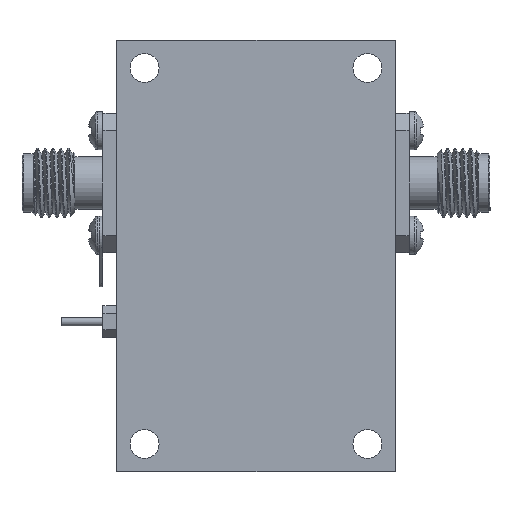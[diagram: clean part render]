
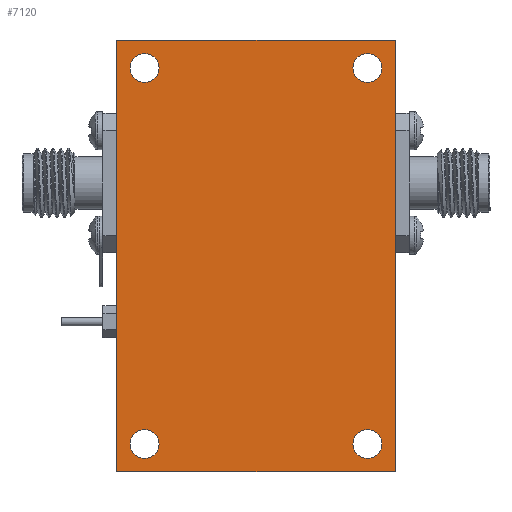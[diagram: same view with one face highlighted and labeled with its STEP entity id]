
A CAD part, front view. The second image highlights one B-rep face of the part: STEP entity #7120.
In plain terms, the highlighted planar face has unit normal (0, -1, 0).
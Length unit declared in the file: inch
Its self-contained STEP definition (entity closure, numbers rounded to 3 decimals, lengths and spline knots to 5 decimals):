
#19 = CARTESIAN_POINT ( 'NONE',  ( 0., 0., 0. ) ) ;
#136 = ORIENTED_EDGE ( 'NONE', *, *, #2762, .F. ) ;
#212 = VECTOR ( 'NONE', #2146, 39.37008 ) ;
#249 = CARTESIAN_POINT ( 'NONE',  ( -0.4, 0., -0.727 ) ) ;
#321 = AXIS2_PLACEMENT_3D ( 'NONE', #19, #2731, #5457 ) ;
#492 = LINE ( 'NONE', #1768, #5811 ) ;
#546 = EDGE_CURVE ( 'NONE', #1480, #1480, #1485, .T. ) ;
#565 = DIRECTION ( 'NONE',  ( 0., 0., -1. ) ) ;
#636 = VERTEX_POINT ( 'NONE', #8727 ) ;
#656 = VERTEX_POINT ( 'NONE', #1922 ) ;
#724 = PLANE ( 'NONE',  #321 ) ;
#728 = ORIENTED_EDGE ( 'NONE', *, *, #751, .F. ) ;
#751 = EDGE_CURVE ( 'NONE', #7745, #7745, #3912, .T. ) ;
#983 = CARTESIAN_POINT ( 'NONE',  ( -0.5, 0., 0.775 ) ) ;
#1078 = CARTESIAN_POINT ( 'NONE',  ( 0.5, 0., 0.775 ) ) ;
#1258 = DIRECTION ( 'NONE',  ( 0., -1., 0. ) ) ;
#1301 = ORIENTED_EDGE ( 'NONE', *, *, #546, .F. ) ;
#1340 = VECTOR ( 'NONE', #8587, 39.37008 ) ;
#1480 = VERTEX_POINT ( 'NONE', #249 ) ;
#1485 = CIRCLE ( 'NONE', #6495, 0.052 ) ;
#1554 = LINE ( 'NONE', #2947, #212 ) ;
#1642 = DIRECTION ( 'NONE',  ( 0., 0., -1. ) ) ;
#1689 = DIRECTION ( 'NONE',  ( 0., -1., 0. ) ) ;
#1759 = EDGE_CURVE ( 'NONE', #4513, #636, #1554, .T. ) ;
#1768 = CARTESIAN_POINT ( 'NONE',  ( -0.5, 0., -0.775 ) ) ;
#1795 = EDGE_CURVE ( 'NONE', #4975, #4975, #2195, .T. ) ;
#1822 = EDGE_CURVE ( 'NONE', #656, #8262, #7157, .T. ) ;
#1909 = AXIS2_PLACEMENT_3D ( 'NONE', #7467, #1258, #3988 ) ;
#1922 = CARTESIAN_POINT ( 'NONE',  ( -0.5, 0., -0.775 ) ) ;
#2116 = CARTESIAN_POINT ( 'NONE',  ( -0.4, 0., 0.623 ) ) ;
#2146 = DIRECTION ( 'NONE',  ( 0., 0., -1. ) ) ;
#2195 = CIRCLE ( 'NONE', #5917, 0.052 ) ;
#2539 = CIRCLE ( 'NONE', #2681, 0.052 ) ;
#2581 = DIRECTION ( 'NONE',  ( 0., 0., -1. ) ) ;
#2681 = AXIS2_PLACEMENT_3D ( 'NONE', #5985, #8707, #2581 ) ;
#2731 = DIRECTION ( 'NONE',  ( 0., -1., 0. ) ) ;
#2762 = EDGE_CURVE ( 'NONE', #636, #656, #492, .T. ) ;
#2947 = CARTESIAN_POINT ( 'NONE',  ( 0.5, 0., 0.775 ) ) ;
#3197 = EDGE_LOOP ( 'NONE', ( #6507, #3428, #3870, #136 ) ) ;
#3428 = ORIENTED_EDGE ( 'NONE', *, *, #5763, .F. ) ;
#3870 = ORIENTED_EDGE ( 'NONE', *, *, #1822, .F. ) ;
#3912 = CIRCLE ( 'NONE', #1909, 0.052 ) ;
#3988 = DIRECTION ( 'NONE',  ( 0., 0., -1. ) ) ;
#4190 = EDGE_LOOP ( 'NONE', ( #1301 ) ) ;
#4375 = DIRECTION ( 'NONE',  ( -1., 0., 0. ) ) ;
#4513 = VERTEX_POINT ( 'NONE', #1078 ) ;
#4593 = CARTESIAN_POINT ( 'NONE',  ( -0.5, 0., 0.775 ) ) ;
#4594 = ORIENTED_EDGE ( 'NONE', *, *, #1795, .F. ) ;
#4603 = EDGE_LOOP ( 'NONE', ( #4904 ) ) ;
#4811 = CARTESIAN_POINT ( 'NONE',  ( -0.5, 0., 0.775 ) ) ;
#4870 = FACE_OUTER_BOUND ( 'NONE', #3197, .T. ) ;
#4904 = ORIENTED_EDGE ( 'NONE', *, *, #8531, .F. ) ;
#4975 = VERTEX_POINT ( 'NONE', #8329 ) ;
#5181 = CARTESIAN_POINT ( 'NONE',  ( 0.4, 0., -0.675 ) ) ;
#5285 = VECTOR ( 'NONE', #8208, 39.37008 ) ;
#5432 = CARTESIAN_POINT ( 'NONE',  ( -0.4, 0., -0.675 ) ) ;
#5457 = DIRECTION ( 'NONE',  ( 0., 0., -1. ) ) ;
#5763 = EDGE_CURVE ( 'NONE', #8262, #4513, #6828, .T. ) ;
#5811 = VECTOR ( 'NONE', #4375, 39.37008 ) ;
#5917 = AXIS2_PLACEMENT_3D ( 'NONE', #5181, #1689, #1642 ) ;
#5985 = CARTESIAN_POINT ( 'NONE',  ( 0.4, 0., 0.675 ) ) ;
#6066 = DIRECTION ( 'NONE',  ( 0., -1., 0. ) ) ;
#6137 = FACE_BOUND ( 'NONE', #4603, .T. ) ;
#6266 = FACE_BOUND ( 'NONE', #6685, .T. ) ;
#6495 = AXIS2_PLACEMENT_3D ( 'NONE', #5432, #6066, #565 ) ;
#6507 = ORIENTED_EDGE ( 'NONE', *, *, #1759, .F. ) ;
#6685 = EDGE_LOOP ( 'NONE', ( #728 ) ) ;
#6828 = LINE ( 'NONE', #4811, #5285 ) ;
#6927 = FACE_BOUND ( 'NONE', #4190, .T. ) ;
#7120 = ADVANCED_FACE ( 'NONE', ( #4870, #6266, #6137, #8227, #6927 ), #724, .T. ) ;
#7157 = LINE ( 'NONE', #983, #1340 ) ;
#7467 = CARTESIAN_POINT ( 'NONE',  ( -0.4, 0., 0.675 ) ) ;
#7745 = VERTEX_POINT ( 'NONE', #2116 ) ;
#7914 = EDGE_LOOP ( 'NONE', ( #4594 ) ) ;
#8057 = VERTEX_POINT ( 'NONE', #8687 ) ;
#8208 = DIRECTION ( 'NONE',  ( 1., 0., 0. ) ) ;
#8227 = FACE_BOUND ( 'NONE', #7914, .T. ) ;
#8262 = VERTEX_POINT ( 'NONE', #4593 ) ;
#8329 = CARTESIAN_POINT ( 'NONE',  ( 0.4, 0., -0.727 ) ) ;
#8531 = EDGE_CURVE ( 'NONE', #8057, #8057, #2539, .T. ) ;
#8587 = DIRECTION ( 'NONE',  ( 0., 0., 1. ) ) ;
#8687 = CARTESIAN_POINT ( 'NONE',  ( 0.4, 0., 0.623 ) ) ;
#8707 = DIRECTION ( 'NONE',  ( 0., -1., 0. ) ) ;
#8727 = CARTESIAN_POINT ( 'NONE',  ( 0.5, 0., -0.775 ) ) ;
